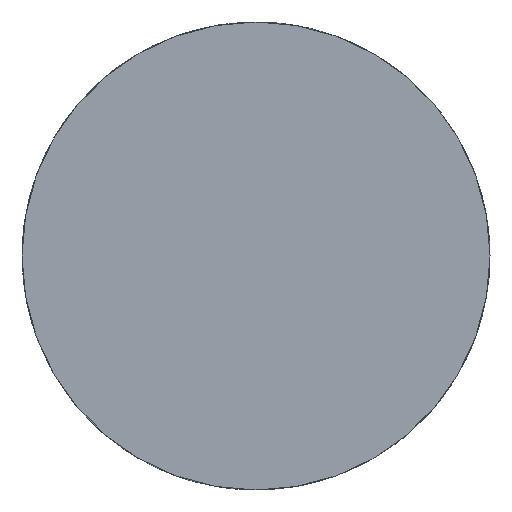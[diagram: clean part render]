
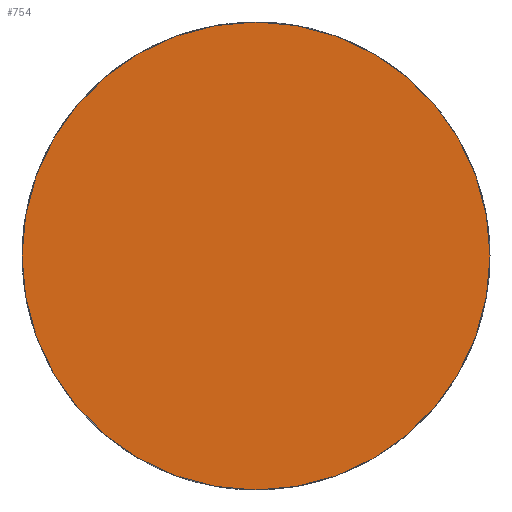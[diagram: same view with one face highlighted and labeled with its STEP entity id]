
A CAD part, front view. The second image highlights one B-rep face of the part: STEP entity #754.
In plain terms, the highlighted planar face has unit normal (0, -1, 0).
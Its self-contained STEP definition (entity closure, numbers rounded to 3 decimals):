
#268 = CARTESIAN_POINT ( 'NONE',  ( 0., -20.65, 0. ) ) ;
#431 = DIRECTION ( 'NONE',  ( 0., 0., 1. ) ) ;
#754 = ADVANCED_FACE ( 'NONE', ( #1974 ), #1493, .F. ) ;
#770 = VERTEX_POINT ( 'NONE', #1276 ) ;
#774 = EDGE_CURVE ( 'NONE', #770, #770, #956, .T. ) ;
#879 = CARTESIAN_POINT ( 'NONE',  ( -42.925, -20.65, -42.925 ) ) ;
#956 = CIRCLE ( 'NONE', #1804, 42.5 ) ;
#1030 = DIRECTION ( 'NONE',  ( 0., 0., 1. ) ) ;
#1257 = EDGE_LOOP ( 'NONE', ( #1825 ) ) ;
#1276 = CARTESIAN_POINT ( 'NONE',  ( 0., -20.65, 42.5 ) ) ;
#1355 = DIRECTION ( 'NONE',  ( 0., 1., 0. ) ) ;
#1493 = PLANE ( 'NONE',  #1885 ) ;
#1804 = AXIS2_PLACEMENT_3D ( 'NONE', #268, #1355, #431 ) ;
#1825 = ORIENTED_EDGE ( 'NONE', *, *, #774, .F. ) ;
#1885 = AXIS2_PLACEMENT_3D ( 'NONE', #879, #1990, #1030 ) ;
#1974 = FACE_OUTER_BOUND ( 'NONE', #1257, .T. ) ;
#1990 = DIRECTION ( 'NONE',  ( 0., 1., 0. ) ) ;
